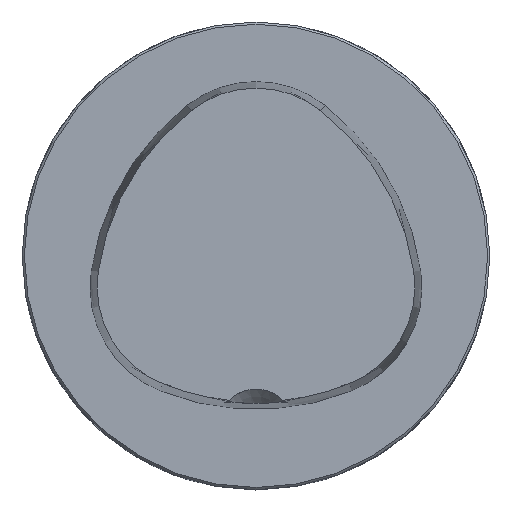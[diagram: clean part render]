
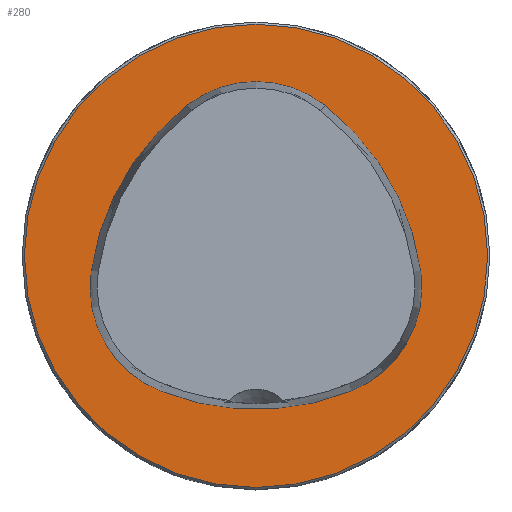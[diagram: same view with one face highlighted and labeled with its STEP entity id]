
A CAD part, top view. The second image highlights one B-rep face of the part: STEP entity #280.
In plain terms, the highlighted planar face has unit normal (0, 0, 1).
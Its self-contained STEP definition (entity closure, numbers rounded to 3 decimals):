
#132=FACE_BOUND('',#357,.T.);
#133=FACE_BOUND('',#358,.T.);
#237=PLANE('',#790);
#280=ADVANCED_FACE('',(#132,#133),#237,.F.);
#357=EDGE_LOOP('',(#475));
#358=EDGE_LOOP('',(#476,#477,#478,#479,#480,#481));
#475=ORIENTED_EDGE('',*,*,#669,.T.);
#476=ORIENTED_EDGE('',*,*,#668,.F.);
#477=ORIENTED_EDGE('',*,*,#666,.F.);
#478=ORIENTED_EDGE('',*,*,#664,.F.);
#479=ORIENTED_EDGE('',*,*,#662,.F.);
#480=ORIENTED_EDGE('',*,*,#660,.F.);
#481=ORIENTED_EDGE('',*,*,#657,.F.);
#595=VERTEX_POINT('',#1134);
#596=VERTEX_POINT('',#1135);
#597=VERTEX_POINT('',#1140);
#598=VERTEX_POINT('',#1144);
#599=VERTEX_POINT('',#1148);
#600=VERTEX_POINT('',#1152);
#601=VERTEX_POINT('',#1158);
#657=EDGE_CURVE('',#595,#596,#730,.T.);
#660=EDGE_CURVE('',#596,#597,#731,.T.);
#662=EDGE_CURVE('',#597,#598,#732,.T.);
#664=EDGE_CURVE('',#598,#599,#733,.T.);
#666=EDGE_CURVE('',#599,#600,#734,.T.);
#668=EDGE_CURVE('',#600,#595,#735,.T.);
#669=EDGE_CURVE('',#601,#601,#736,.T.);
#730=CIRCLE('',#777,34.675);
#731=CIRCLE('',#779,15.075);
#732=CIRCLE('',#781,34.675);
#733=CIRCLE('',#783,15.075);
#734=CIRCLE('',#785,34.675);
#735=CIRCLE('',#787,15.075);
#736=CIRCLE('',#789,31.2);
#777=AXIS2_PLACEMENT_3D('',#1133,#892,#893);
#779=AXIS2_PLACEMENT_3D('',#1139,#898,#899);
#781=AXIS2_PLACEMENT_3D('',#1143,#903,#904);
#783=AXIS2_PLACEMENT_3D('',#1147,#908,#909);
#785=AXIS2_PLACEMENT_3D('',#1151,#913,#914);
#787=AXIS2_PLACEMENT_3D('',#1155,#918,#919);
#789=AXIS2_PLACEMENT_3D('',#1157,#922,#923);
#790=AXIS2_PLACEMENT_3D('',#1159,#924,#925);
#892=DIRECTION('',(0.,0.,1.));
#893=DIRECTION('',(1.,0.,0.));
#898=DIRECTION('',(0.,0.,1.));
#899=DIRECTION('',(1.,0.,0.));
#903=DIRECTION('',(0.,0.,1.));
#904=DIRECTION('',(1.,0.,0.));
#908=DIRECTION('',(0.,0.,1.));
#909=DIRECTION('',(1.,0.,0.));
#913=DIRECTION('',(0.,0.,1.));
#914=DIRECTION('',(1.,0.,0.));
#918=DIRECTION('',(0.,0.,1.));
#919=DIRECTION('',(1.,0.,0.));
#922=DIRECTION('',(0.,0.,1.));
#923=DIRECTION('',(-1.,0.,0.));
#924=DIRECTION('',(0.,0.,-1.));
#925=DIRECTION('',(-1.,0.,0.));
#1133=CARTESIAN_POINT('',(-12.124,-7.,0.6));
#1134=CARTESIAN_POINT('',(22.195,-2.046,0.6));
#1135=CARTESIAN_POINT('',(9.325,20.245,0.6));
#1139=CARTESIAN_POINT('',(0.,8.4,0.6));
#1140=CARTESIAN_POINT('',(-9.325,20.245,0.6));
#1143=CARTESIAN_POINT('',(12.124,-7.,0.6));
#1144=CARTESIAN_POINT('',(-22.195,-2.046,0.6));
#1147=CARTESIAN_POINT('',(-7.275,-4.2,0.6));
#1148=CARTESIAN_POINT('',(-12.87,-18.199,0.6));
#1151=CARTESIAN_POINT('',(0.,14.,0.6));
#1152=CARTESIAN_POINT('',(12.87,-18.199,0.6));
#1155=CARTESIAN_POINT('',(7.275,-4.2,0.6));
#1157=CARTESIAN_POINT('',(0.,0.,0.6));
#1158=CARTESIAN_POINT('',(-31.2,0.,0.6));
#1159=CARTESIAN_POINT('',(-31.5,0.,0.6));
